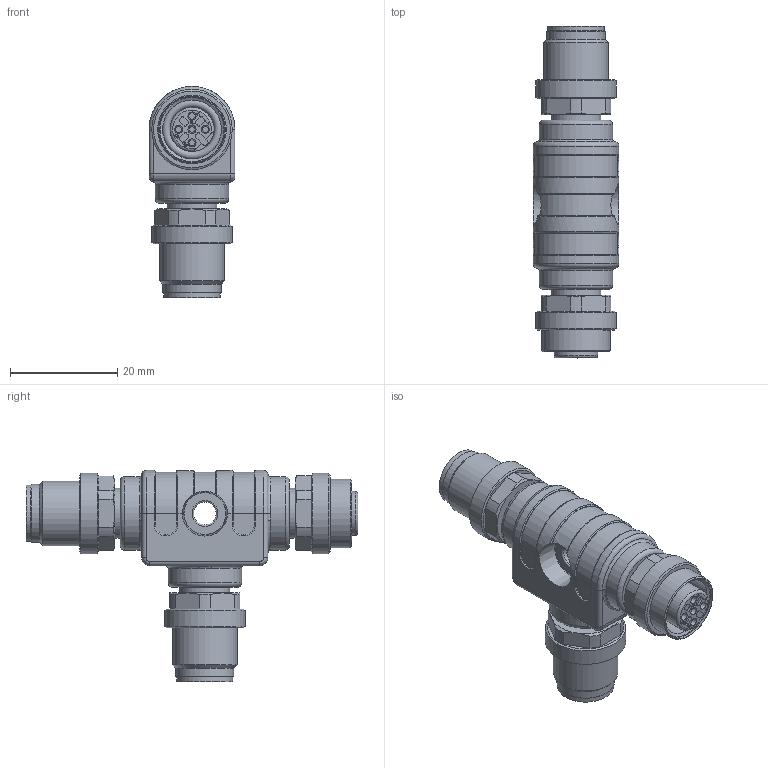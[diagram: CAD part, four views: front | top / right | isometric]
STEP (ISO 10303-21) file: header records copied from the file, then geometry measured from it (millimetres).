
FILE_DESCRIPTION(/* description */ (''),/* implementation_level */ '2;1');
FILE_NAME(/* name */ 'PB-T-WAKSW5-WASSW5-WASSW5_stp.stp',/* time_stamp */ '2016-11-18T11:16:58+01:00',/* author */ (''),/* organization */ (''),/* preprocessor_version */ 'ST-DEVELOPER v16',/* originating_system */ 'SIEMENS PLM Software NX 10.0',/* authorisation */ '');
FILE_SCHEMA (('AUTOMOTIVE_DESIGN { 1 0 10303 214 3 1 1 1 }'));
Length unit declared in the file: millimetre
Products named in the file (1): PB-T-WAKSW5-WASSW5-WASSW5_stp
Bounding box: 16 x 61.8 x 39.3 mm (x, y, z)
Volume: 11940.9 mm3; surface area: 6379.6 mm2
Topology: 1 solids, 1 shells, 621 faces, 1580 edges, 1013 vertices
Faces by surface type: plane 246, cylinder 163, extrusion 96, torus 49, cone 35, bspline 22, sphere 10
Full cylindrical faces by diameter (mm): 1 x10, 1.15 x5, 2 x2, 4.2 x1, 8.3 x2, 9.3 x3, 10.5 x2, 10.8 x2, 10.95 x1, 12 x2, 12.3 x1, 12.8 x1, 13.65 x3, 15 x3
Entity records: 19492 total; most frequent: CARTESIAN_POINT 5233, ORIENTED_EDGE 2936, DIRECTION 2765, EDGE_CURVE 1468, VERTEX_POINT 976, AXIS2_PLACEMENT_3D 963, VECTOR 839, EDGE_LOOP 750
